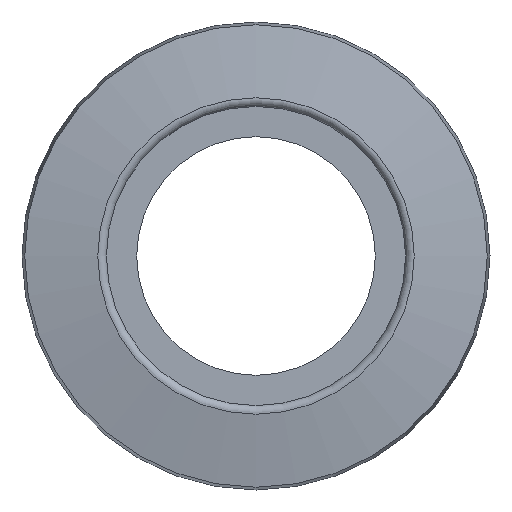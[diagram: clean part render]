
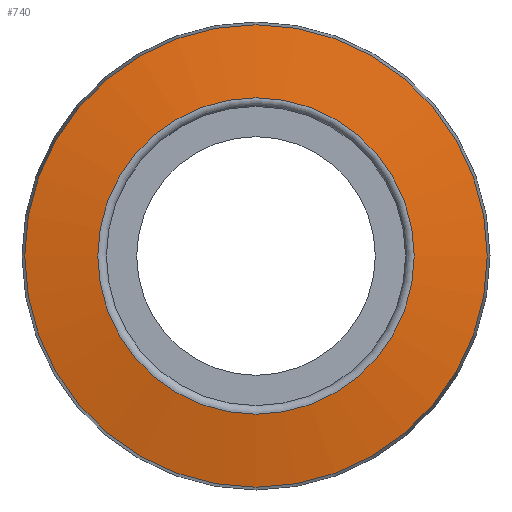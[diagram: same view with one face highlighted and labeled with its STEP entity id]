
A CAD part, front view. The second image highlights one B-rep face of the part: STEP entity #740.
In plain terms, the highlighted conical face has half-angle 80 degrees and reference radius 10.61 mm.
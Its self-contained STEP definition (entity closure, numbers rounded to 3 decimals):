
#709=CARTESIAN_POINT('',(-8.619,-25.794,0.0));
#710=VERTEX_POINT('',#709);
#711=CARTESIAN_POINT('',(0.0,-25.794,0.0));
#712=DIRECTION('',(0.0,1.0,0.0));
#713=DIRECTION('',(-1.0,0.0,0.0));
#714=AXIS2_PLACEMENT_3D('',#711,#712,#713);
#715=CIRCLE('',#714,8.619);
#716=EDGE_CURVE('',#710,#710,#715,.T.);
#721=CARTESIAN_POINT('',(0.0,-25.443,0.0));
#722=DIRECTION('',(0.0,1.0,0.0));
#723=DIRECTION('',(-1.0,0.0,0.0));
#724=AXIS2_PLACEMENT_3D('',#721,#722,#723);
#725=CONICAL_SURFACE('',#724,10.61,80.);
#726=CARTESIAN_POINT('',(-12.6,-25.092,0.0));
#727=VERTEX_POINT('',#726);
#728=CARTESIAN_POINT('',(0.0,-25.092,0.0));
#729=DIRECTION('',(0.0,1.0,0.0));
#730=DIRECTION('',(-1.0,0.0,0.0));
#731=AXIS2_PLACEMENT_3D('',#728,#729,#730);
#732=CIRCLE('',#731,12.6);
#733=EDGE_CURVE('',#727,#727,#732,.T.);
#734=ORIENTED_EDGE('',*,*,#733,.F.);
#735=EDGE_LOOP('',(#734));
#736=FACE_OUTER_BOUND('',#735,.T.);
#737=ORIENTED_EDGE('',*,*,#716,.T.);
#738=EDGE_LOOP('',(#737));
#739=FACE_BOUND('',#738,.T.);
#740=ADVANCED_FACE('',(#736,#739),#725,.T.);
